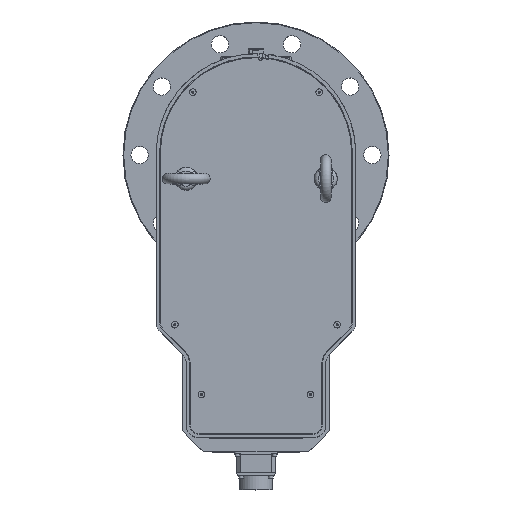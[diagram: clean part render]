
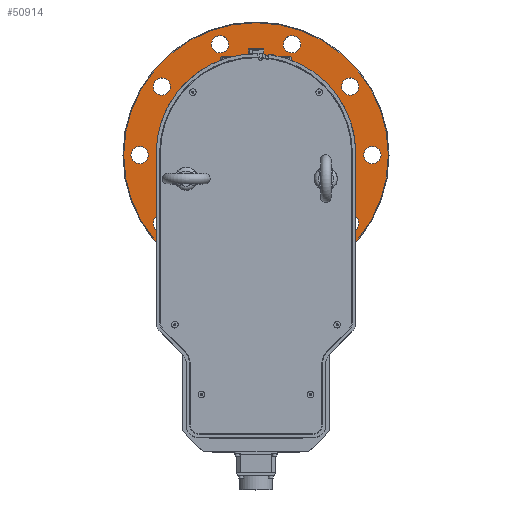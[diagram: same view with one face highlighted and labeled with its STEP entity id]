
A CAD part, top view. The second image highlights one B-rep face of the part: STEP entity #50914.
In plain terms, the highlighted planar face has unit normal (0, 0, 1).
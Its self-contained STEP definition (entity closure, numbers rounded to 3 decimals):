
#847=FACE_BOUND('',#10764,.T.);
#848=FACE_BOUND('',#10765,.T.);
#849=FACE_BOUND('',#10766,.T.);
#850=FACE_BOUND('',#10767,.T.);
#851=FACE_BOUND('',#10768,.T.);
#852=FACE_BOUND('',#10769,.T.);
#853=FACE_BOUND('',#10770,.T.);
#854=FACE_BOUND('',#10771,.T.);
#855=FACE_BOUND('',#10772,.T.);
#856=FACE_BOUND('',#10773,.T.);
#857=FACE_BOUND('',#10774,.T.);
#4501=CIRCLE('',#54056,150.);
#4502=CIRCLE('',#54058,199.);
#4503=CIRCLE('',#54059,13.);
#4504=CIRCLE('',#54060,13.);
#4505=CIRCLE('',#54061,13.);
#4506=CIRCLE('',#54062,13.);
#4507=CIRCLE('',#54063,13.);
#4508=CIRCLE('',#54064,13.);
#4509=CIRCLE('',#54065,13.);
#4510=CIRCLE('',#54066,13.);
#4511=CIRCLE('',#54067,13.);
#4512=CIRCLE('',#54068,13.);
#6116=PLANE('',#54057);
#7912=FACE_OUTER_BOUND('',#10763,.T.);
#10763=EDGE_LOOP('',(#36289));
#10764=EDGE_LOOP('',(#36290));
#10765=EDGE_LOOP('',(#36291));
#10766=EDGE_LOOP('',(#36292));
#10767=EDGE_LOOP('',(#36293));
#10768=EDGE_LOOP('',(#36294));
#10769=EDGE_LOOP('',(#36295));
#10770=EDGE_LOOP('',(#36296));
#10771=EDGE_LOOP('',(#36297));
#10772=EDGE_LOOP('',(#36298));
#10773=EDGE_LOOP('',(#36299));
#10774=EDGE_LOOP('',(#36300));
#23598=VERTEX_POINT('',#72961);
#23599=VERTEX_POINT('',#72966);
#23600=VERTEX_POINT('',#72968);
#23601=VERTEX_POINT('',#72970);
#23602=VERTEX_POINT('',#72972);
#23603=VERTEX_POINT('',#72974);
#23604=VERTEX_POINT('',#72976);
#23605=VERTEX_POINT('',#72978);
#23606=VERTEX_POINT('',#72980);
#23607=VERTEX_POINT('',#72982);
#23608=VERTEX_POINT('',#72984);
#23609=VERTEX_POINT('',#72986);
#28616=EDGE_CURVE('',#23598,#23598,#4501,.T.);
#28619=EDGE_CURVE('',#23599,#23599,#4502,.T.);
#28620=EDGE_CURVE('',#23600,#23600,#4503,.T.);
#28621=EDGE_CURVE('',#23601,#23601,#4504,.T.);
#28622=EDGE_CURVE('',#23602,#23602,#4505,.T.);
#28623=EDGE_CURVE('',#23603,#23603,#4506,.T.);
#28624=EDGE_CURVE('',#23604,#23604,#4507,.T.);
#28625=EDGE_CURVE('',#23605,#23605,#4508,.T.);
#28626=EDGE_CURVE('',#23606,#23606,#4509,.T.);
#28627=EDGE_CURVE('',#23607,#23607,#4510,.T.);
#28628=EDGE_CURVE('',#23608,#23608,#4511,.T.);
#28629=EDGE_CURVE('',#23609,#23609,#4512,.T.);
#36289=ORIENTED_EDGE('',*,*,#28619,.F.);
#36290=ORIENTED_EDGE('',*,*,#28620,.T.);
#36291=ORIENTED_EDGE('',*,*,#28621,.T.);
#36292=ORIENTED_EDGE('',*,*,#28622,.T.);
#36293=ORIENTED_EDGE('',*,*,#28623,.T.);
#36294=ORIENTED_EDGE('',*,*,#28624,.T.);
#36295=ORIENTED_EDGE('',*,*,#28625,.T.);
#36296=ORIENTED_EDGE('',*,*,#28626,.T.);
#36297=ORIENTED_EDGE('',*,*,#28627,.T.);
#36298=ORIENTED_EDGE('',*,*,#28628,.T.);
#36299=ORIENTED_EDGE('',*,*,#28629,.T.);
#36300=ORIENTED_EDGE('',*,*,#28616,.T.);
#50914=ADVANCED_FACE('',(#7912,#847,#848,#849,#850,#851,#852,#853,#854,
#855,#856,#857),#6116,.T.);
#54056=AXIS2_PLACEMENT_3D('',#72962,#59230,#59231);
#54057=AXIS2_PLACEMENT_3D('',#72965,#59234,#59235);
#54058=AXIS2_PLACEMENT_3D('',#72967,#59236,#59237);
#54059=AXIS2_PLACEMENT_3D('',#72969,#59238,#59239);
#54060=AXIS2_PLACEMENT_3D('',#72971,#59240,#59241);
#54061=AXIS2_PLACEMENT_3D('',#72973,#59242,#59243);
#54062=AXIS2_PLACEMENT_3D('',#72975,#59244,#59245);
#54063=AXIS2_PLACEMENT_3D('',#72977,#59246,#59247);
#54064=AXIS2_PLACEMENT_3D('',#72979,#59248,#59249);
#54065=AXIS2_PLACEMENT_3D('',#72981,#59250,#59251);
#54066=AXIS2_PLACEMENT_3D('',#72983,#59252,#59253);
#54067=AXIS2_PLACEMENT_3D('',#72985,#59254,#59255);
#54068=AXIS2_PLACEMENT_3D('',#72987,#59256,#59257);
#59230=DIRECTION('center_axis',(0.,0.,-1.));
#59231=DIRECTION('ref_axis',(0.,1.,0.));
#59234=DIRECTION('center_axis',(0.,0.,1.));
#59235=DIRECTION('ref_axis',(1.,0.,0.));
#59236=DIRECTION('center_axis',(0.,0.,-1.));
#59237=DIRECTION('ref_axis',(0.,-1.,0.));
#59238=DIRECTION('center_axis',(0.,0.,-1.));
#59239=DIRECTION('ref_axis',(-0.809,0.588,0.));
#59240=DIRECTION('center_axis',(0.,0.,-1.));
#59241=DIRECTION('ref_axis',(-0.309,0.951,0.));
#59242=DIRECTION('center_axis',(0.,0.,-1.));
#59243=DIRECTION('ref_axis',(0.309,0.951,0.));
#59244=DIRECTION('center_axis',(0.,0.,-1.));
#59245=DIRECTION('ref_axis',(0.809,0.588,0.));
#59246=DIRECTION('center_axis',(0.,0.,-1.));
#59247=DIRECTION('ref_axis',(1.,0.,0.));
#59248=DIRECTION('center_axis',(0.,0.,-1.));
#59249=DIRECTION('ref_axis',(0.809,-0.588,0.));
#59250=DIRECTION('center_axis',(0.,0.,-1.));
#59251=DIRECTION('ref_axis',(0.309,-0.951,0.));
#59252=DIRECTION('center_axis',(0.,0.,-1.));
#59253=DIRECTION('ref_axis',(-0.309,-0.951,0.));
#59254=DIRECTION('center_axis',(0.,0.,-1.));
#59255=DIRECTION('ref_axis',(-0.809,-0.588,0.));
#59256=DIRECTION('center_axis',(0.,0.,-1.));
#59257=DIRECTION('ref_axis',(-1.,0.,0.));
#72961=CARTESIAN_POINT('',(0.,-150.,60.));
#72962=CARTESIAN_POINT('Origin',(0.,0.,60.));
#72965=CARTESIAN_POINT('Origin',(0.,200.,60.));
#72966=CARTESIAN_POINT('',(0.,199.,60.));
#72967=CARTESIAN_POINT('Origin',(0.,0.,60.));
#72968=CARTESIAN_POINT('',(-131.061,95.221,60.));
#72969=CARTESIAN_POINT('Origin',(-141.578,102.862,60.));
#72970=CARTESIAN_POINT('',(-50.061,154.071,60.));
#72971=CARTESIAN_POINT('Origin',(-54.078,166.435,60.));
#72972=CARTESIAN_POINT('',(50.061,154.071,60.));
#72973=CARTESIAN_POINT('Origin',(54.078,166.435,60.));
#72974=CARTESIAN_POINT('',(131.061,95.221,60.));
#72975=CARTESIAN_POINT('Origin',(141.578,102.862,60.));
#72976=CARTESIAN_POINT('',(162.,0.,60.));
#72977=CARTESIAN_POINT('Origin',(175.,0.,60.));
#72978=CARTESIAN_POINT('',(131.061,-95.221,60.));
#72979=CARTESIAN_POINT('Origin',(141.578,-102.862,60.));
#72980=CARTESIAN_POINT('',(50.061,-154.071,60.));
#72981=CARTESIAN_POINT('Origin',(54.078,-166.435,60.));
#72982=CARTESIAN_POINT('',(-50.061,-154.071,60.));
#72983=CARTESIAN_POINT('Origin',(-54.078,-166.435,60.));
#72984=CARTESIAN_POINT('',(-131.061,-95.221,60.));
#72985=CARTESIAN_POINT('Origin',(-141.578,-102.862,60.));
#72986=CARTESIAN_POINT('',(-162.,0.,60.));
#72987=CARTESIAN_POINT('Origin',(-175.,0.,60.));
